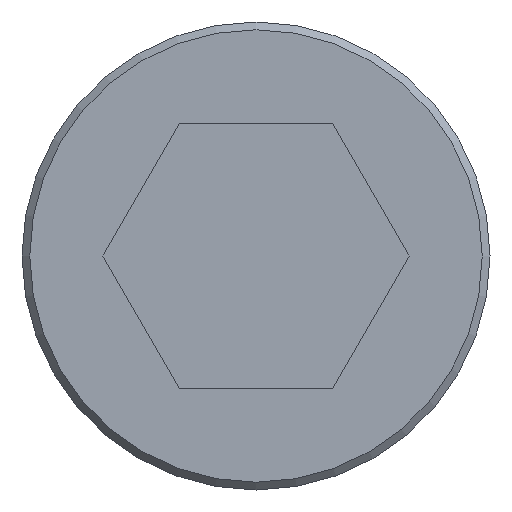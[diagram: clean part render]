
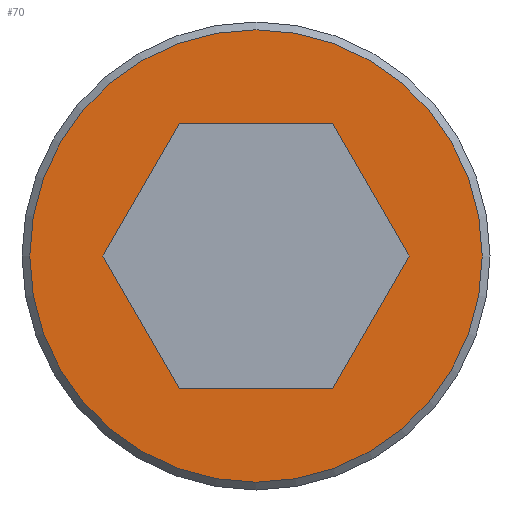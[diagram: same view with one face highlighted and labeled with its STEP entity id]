
A CAD part, left-side view. The second image highlights one B-rep face of the part: STEP entity #70.
In plain terms, the highlighted planar face has unit normal (-1, 0, 0).
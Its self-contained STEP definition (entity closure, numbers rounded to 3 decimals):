
#70 = ADVANCED_FACE( '', ( #144, #145 ), #146, .F. );
#144 = FACE_OUTER_BOUND( '', #216, .T. );
#145 = FACE_BOUND( '', #217, .T. );
#146 = PLANE( '', #218 );
#216 = EDGE_LOOP( '', ( #333 ) );
#217 = EDGE_LOOP( '', ( #334, #335, #336, #337, #338, #339 ) );
#218 = AXIS2_PLACEMENT_3D( '', #340, #341, #342 );
#333 = ORIENTED_EDGE( '', *, *, #385, .F. );
#334 = ORIENTED_EDGE( '', *, *, #392, .T. );
#335 = ORIENTED_EDGE( '', *, *, #402, .T. );
#336 = ORIENTED_EDGE( '', *, *, #397, .T. );
#337 = ORIENTED_EDGE( '', *, *, #389, .T. );
#338 = ORIENTED_EDGE( '', *, *, #362, .T. );
#339 = ORIENTED_EDGE( '', *, *, #370, .T. );
#340 = CARTESIAN_POINT( '', ( 0., 0., 0. ) );
#341 = DIRECTION( '', ( 1., 0., 0. ) );
#342 = DIRECTION( '', ( 0., 0., -1. ) );
#362 = EDGE_CURVE( '', #409, #410, #411, .T. );
#370 = EDGE_CURVE( '', #410, #423, #424, .T. );
#385 = EDGE_CURVE( '', #447, #447, #448, .T. );
#389 = EDGE_CURVE( '', #451, #409, #452, .T. );
#392 = EDGE_CURVE( '', #423, #455, #456, .T. );
#397 = EDGE_CURVE( '', #462, #451, #463, .T. );
#402 = EDGE_CURVE( '', #455, #462, #469, .T. );
#409 = VERTEX_POINT( '', #477 );
#410 = VERTEX_POINT( '', #478 );
#411 = LINE( '', #479, #480 );
#423 = VERTEX_POINT( '', #495 );
#424 = LINE( '', #496, #497 );
#447 = VERTEX_POINT( '', #526 );
#448 = CIRCLE( '', #527, 14.5 );
#451 = VERTEX_POINT( '', #530 );
#452 = LINE( '', #531, #532 );
#455 = VERTEX_POINT( '', #536 );
#456 = LINE( '', #537, #538 );
#462 = VERTEX_POINT( '', #545 );
#463 = LINE( '', #546, #547 );
#469 = LINE( '', #554, #555 );
#477 = CARTESIAN_POINT( '', ( 0., 4.907, -8.5 ) );
#478 = CARTESIAN_POINT( '', ( 0., 9.815, 0. ) );
#479 = CARTESIAN_POINT( '', ( 0., 4.907, -8.5 ) );
#480 = VECTOR( '', #562, 1000. );
#495 = CARTESIAN_POINT( '', ( 0., 4.907, 8.5 ) );
#496 = CARTESIAN_POINT( '', ( 0., 9.815, 0. ) );
#497 = VECTOR( '', #572, 1000. );
#526 = CARTESIAN_POINT( '', ( 0., 0., -14.5 ) );
#527 = AXIS2_PLACEMENT_3D( '', #591, #592, #593 );
#530 = CARTESIAN_POINT( '', ( 0., -4.907, -8.5 ) );
#531 = CARTESIAN_POINT( '', ( 0., -4.907, -8.5 ) );
#532 = VECTOR( '', #594, 1000. );
#536 = CARTESIAN_POINT( '', ( 0., -4.907, 8.5 ) );
#537 = CARTESIAN_POINT( '', ( 0., 4.907, 8.5 ) );
#538 = VECTOR( '', #596, 1000. );
#545 = CARTESIAN_POINT( '', ( 0., -9.815, 0. ) );
#546 = CARTESIAN_POINT( '', ( 0., -9.815, 0. ) );
#547 = VECTOR( '', #601, 1000. );
#554 = CARTESIAN_POINT( '', ( 0., -4.907, 8.5 ) );
#555 = VECTOR( '', #606, 1000. );
#562 = DIRECTION( '', ( 0., 0.5, 0.866 ) );
#572 = DIRECTION( '', ( 0., -0.5, 0.866 ) );
#591 = CARTESIAN_POINT( '', ( 0., 0., 0. ) );
#592 = DIRECTION( '', ( 1., 0., 0. ) );
#593 = DIRECTION( '', ( 0., 0., -1. ) );
#594 = DIRECTION( '', ( 0., 1., 0. ) );
#596 = DIRECTION( '', ( 0., -1., 0. ) );
#601 = DIRECTION( '', ( 0., 0.5, -0.866 ) );
#606 = DIRECTION( '', ( 0., -0.5, -0.866 ) );
